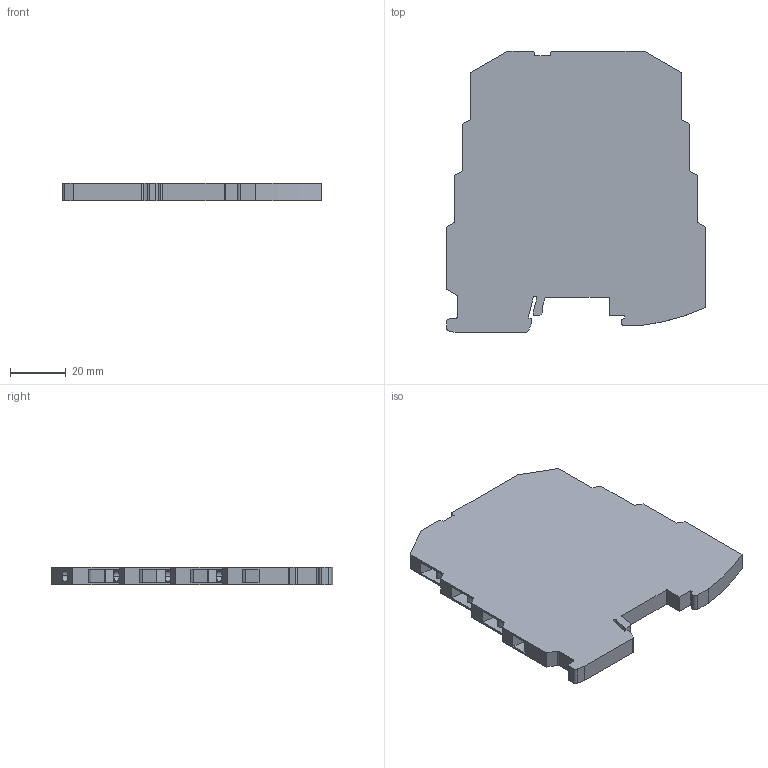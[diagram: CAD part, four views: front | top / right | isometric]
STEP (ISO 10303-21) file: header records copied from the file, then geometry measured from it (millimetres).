
FILE_DESCRIPTION(('SolidDesigner STEP Export'),'2;1');
FILE_NAME('2902829_MINI_MCR_SL_UI_I_LP_NC-select.stp','2013-08-01T12:45:42',(''),(''),'Creo Elements/Direct Modeling STEP processor for AP214 (Solid Model)','Creo Elements/Direct Modeling 18.1B 29-Sep-2012 (C) Parametric Technology GmbH','');
FILE_SCHEMA(('AUTOMOTIVE_DESIGN { 1 0 10303 214 1 1 1 1 }'));
Length unit declared in the file: millimetre
Products named in the file (2): 2902829_MINI_MCR_SL_UI_I_LP_NC-select
Assembly tree (1 placements, depth 2):
  2902829_MINI_MCR_SL_UI_I_LP_NC-select
    2902829_MINI_MCR_SL_UI_I_LP_NC-select
Bounding box: 93.1 x 101.2 x 6.3 mm (x, y, z)
Volume: 48696.8 mm3; surface area: 19796.4 mm2
Topology: 1 solids, 1 shells, 135 faces, 375 edges, 246 vertices
Faces by surface type: plane 100, cylinder 35
Entity records: 5280 total; most frequent: ORIENTED_EDGE 750, CARTESIAN_POINT 730, DIRECTION 675, EDGE_CURVE 375, VECTOR 293, LINE 293, VERTEX_POINT 246, AXIS2_PLACEMENT_3D 191
